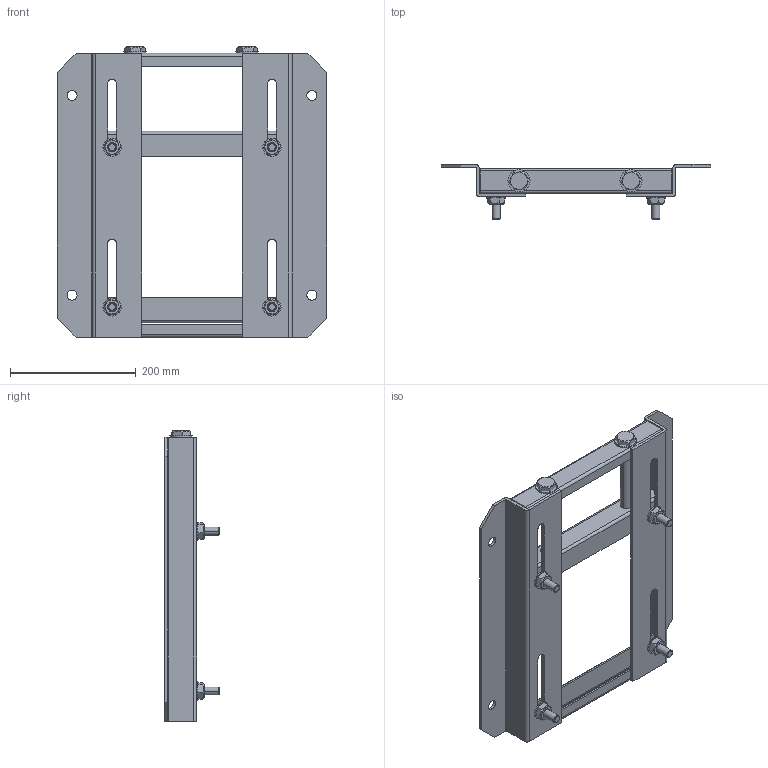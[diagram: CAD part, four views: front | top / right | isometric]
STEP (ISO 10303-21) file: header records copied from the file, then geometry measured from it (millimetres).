
FILE_DESCRIPTION (( 'STEP AP214' ), '1' );
FILE_NAME ('W256T.STEP', '2021-05-04T20:12:05', ( '' ), ( '' ), 'SwSTEP 2.0', 'SolidWorks 2017', '' );
FILE_SCHEMA (( 'AUTOMOTIVE_DESIGN' ));
Length unit declared in the file: inch
Products named in the file (1): W256T
Bounding box: 428.5 x 87.05 x 461.35 mm (x, y, z)
Volume: 1176031.6 mm3; surface area: 569822 mm2
Topology: 26 solids, 26 shells, 398 faces, 1000 edges, 660 vertices
Faces by surface type: plane 224, cylinder 110, cone 64
Entity records: 18361 total; most frequent: CARTESIAN_POINT 3087, DIRECTION 2010, ORIENTED_EDGE 2000, EDGE_CURVE 1000, AXIS2_PLACEMENT_3D 723, VERTEX_POINT 660, LINE 564, VECTOR 564
